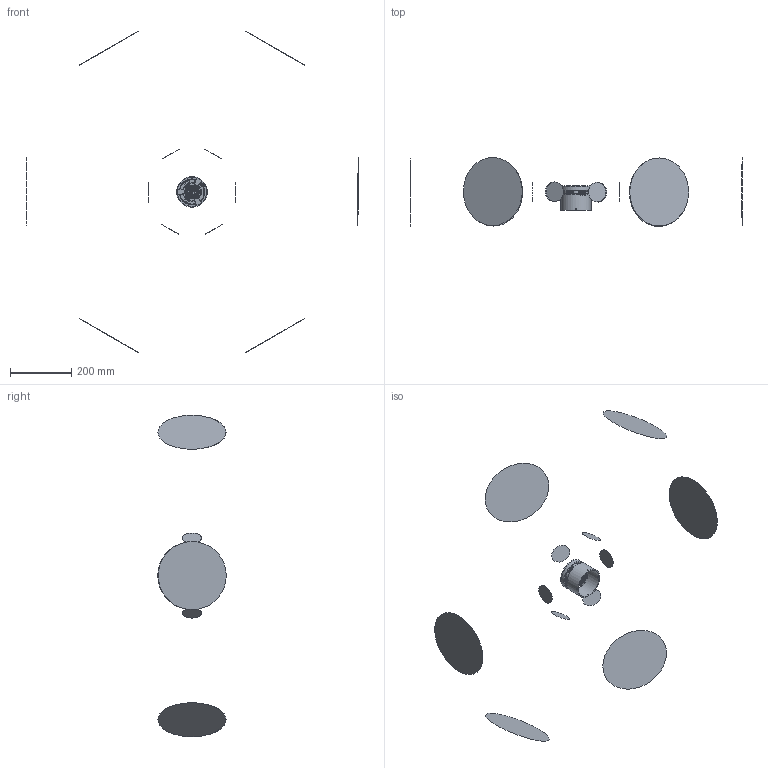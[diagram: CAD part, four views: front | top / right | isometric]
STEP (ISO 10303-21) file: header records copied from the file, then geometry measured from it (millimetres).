
FILE_DESCRIPTION(/* description */ (''),/* implementation_level */ '2;1');
FILE_NAME(/* name */ 'Lidar.step',/* time_stamp */ '2019-10-28T22:58:06+01:00',/* author */ (''),/* organization */ (''),/* preprocessor_version */ 'ST-DEVELOPER v18',/* originating_system */ 'Autodesk Translation Framework v8.6.0.1094',/* authorisation */ '');
FILE_SCHEMA (('AUTOMOTIVE_DESIGN { 1 0 10303 214 3 1 1 }'));
Length unit declared in the file: millimetre
Products named in the file (18): LidarTower; Hub; bearing; Motor; Rotor; Stator; SupportTop; L298N Motor Driver; VL52L0X; VL52L0X_1; VL52L0X_2; VL52L0X_3; VL52L0X_4; VL52L0X_5; EmitterCone; CollectorCone; SupportBottom; EndSwitch
Assembly tree (27 placements, depth 3):
  LidarTower
    Hub
      bearing
    Motor
      Rotor
      Stator
    SupportTop
    L298N Motor Driver
    VL52L0X
      EmitterCone
      CollectorCone
    VL52L0X_1
      EmitterCone
      CollectorCone
    VL52L0X_2
      EmitterCone
      CollectorCone
    VL52L0X_3
      EmitterCone
      CollectorCone
    VL52L0X_4
      EmitterCone
      CollectorCone
    VL52L0X_5
      EmitterCone
      CollectorCone
    SupportBottom
    EndSwitch
Bounding box: 1083.14 x 223.29 x 1048.98 mm (x, y, z)
Volume: 39459947.2 mm3; surface area: 1493480.2 mm2
Topology: 50 solids, 50 shells, 1315 faces, 3197 edges, 2066 vertices
Faces by surface type: plane 1069, cylinder 211, cone 20, torus 15
Full cylindrical faces by diameter (mm): 0.2 x6, 0.4 x6, 0.5 x3, 1.5 x4, 2 x6, 2.4 x12, 2.5 x4, 2.6 x4, 3 x22, 3.3 x11, 3.5 x1, 4 x5, 5 x2, 7 x2, 8 x2, 12 x2, 15 x2, 34.5 x2, 95 x2, 100 x2
Entity records: 39100 total; most frequent: CARTESIAN_POINT 6998, DIRECTION 6302, ORIENTED_EDGE 6294, EDGE_CURVE 3147, LINE 2574, VECTOR 2574, VERTEX_POINT 2026, AXIS2_PLACEMENT_3D 1864
